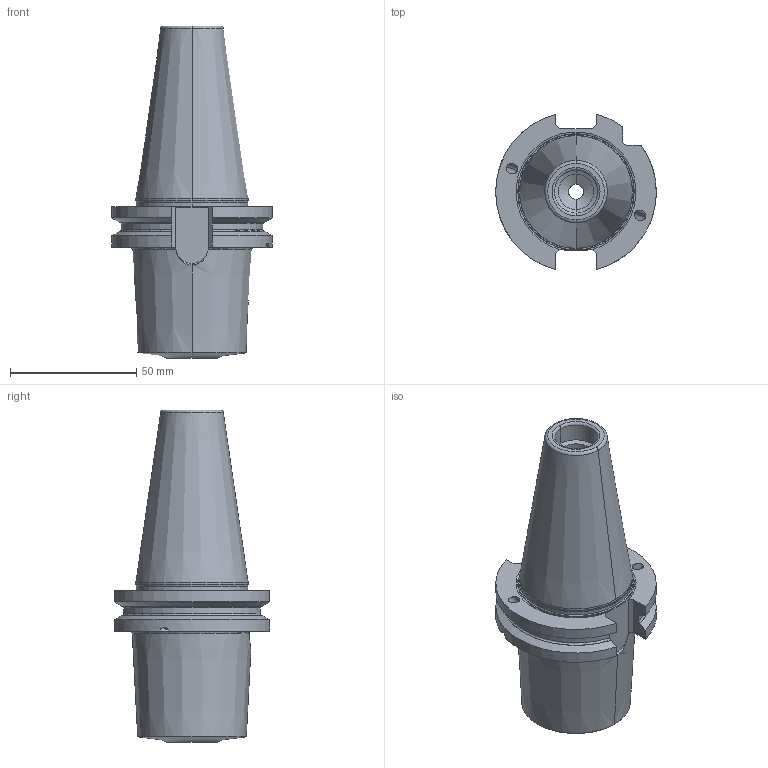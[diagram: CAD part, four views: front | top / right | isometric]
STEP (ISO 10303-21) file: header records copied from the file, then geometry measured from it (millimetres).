
FILE_DESCRIPTION((''),'2;1');
FILE_NAME('607225392-000-00-E43','2023-09-11T10:25:53',('schmiedtm'),(''),'CREO PARAMETRIC BY PTC INC, 2021184','CREO PARAMETRIC BY PTC INC, 2021184','');
FILE_SCHEMA(('AP242_MANAGED_MODEL_BASED_3D_ENGINEERING_MIM_LF { 1 0 10303 442 1 1 4 }'));
Length unit declared in the file: millimetre
Products named in the file (1): 607225392-000-00-E43
Bounding box: 63.54 x 61.48 x 131.4 mm (x, y, z)
Volume: 161419.5 mm3; surface area: 28777.9 mm2
Topology: 1 solids, 1 shells, 122 faces, 306 edges, 187 vertices
Faces by surface type: cylinder 40, cone 30, plane 28, torus 24
Entity records: 5674 total; most frequent: CARTESIAN_POINT 1718, DIRECTION 635, ORIENTED_EDGE 608, PRESENTATION_STYLE_ASSIGNMENT 308, STYLED_ITEM 308, CURVE_STYLE 307, EDGE_CURVE 304, AXIS2_PLACEMENT_3D 258
